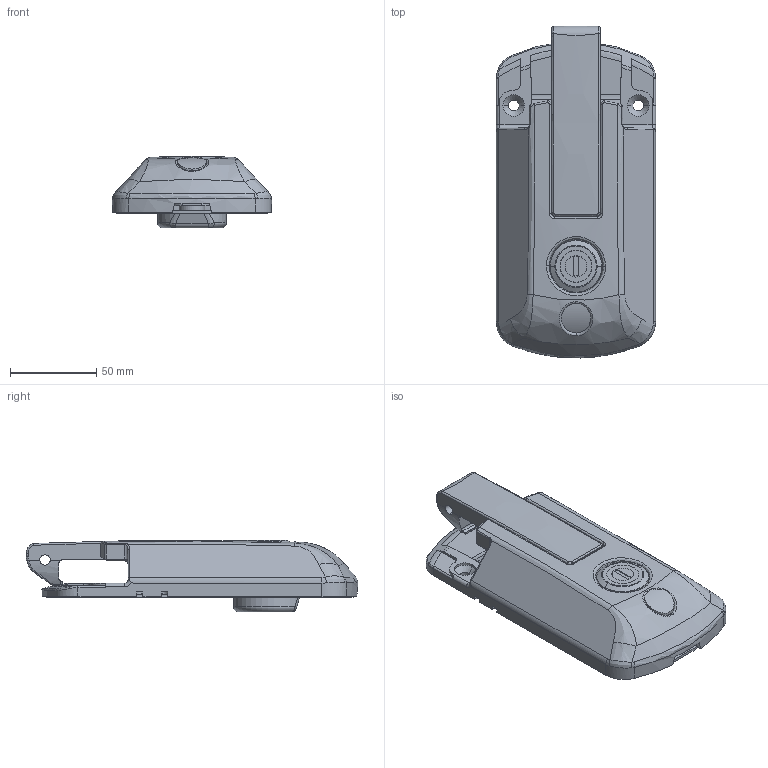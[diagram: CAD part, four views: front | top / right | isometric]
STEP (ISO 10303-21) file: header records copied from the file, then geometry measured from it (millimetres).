
FILE_DESCRIPTION (( 'STEP AP203' ), '1' );
FILE_NAME ('FA-822-C-X-1.STEP', '2020-04-13T01:44:33', ( '' ), ( '' ), 'SwSTEP 2.0', 'SolidWorks 2018', '' );
FILE_SCHEMA (( 'CONFIG_CONTROL_DESIGN' ));
Length unit declared in the file: millimetre
Products named in the file (7): FA-822-C-X-1_カギ付本体_; FA-822-C-X-1_カギ付きパッキン_; FA-822-C-X-1_メクラキャップ_; FA-822-C-X-1_カマ_; FA-822-C-X-1; FA-822-C-X-1_フックシャフト_; FA-822-C-X-1_シリンダー_
Assembly tree (6 placements, depth 2):
  FA-822-C-X-1
    FA-822-C-X-1_カギ付本体_
    FA-822-C-X-1_カマ_
    FA-822-C-X-1_フックシャフト_
    FA-822-C-X-1_シリンダー_
    FA-822-C-X-1_カギ付きパッキン_
    FA-822-C-X-1_メクラキャップ_
Bounding box: 92 x 191.94 x 41.42 mm (x, y, z)
Volume: 177284.3 mm3; surface area: 98047 mm2
Topology: 6 solids, 6 shells, 495 faces, 1311 edges, 838 vertices
Faces by surface type: plane 172, cylinder 164, bspline 91, torus 49, cone 14, sphere 5
Entity records: 21861 total; most frequent: CARTESIAN_POINT 9487, ORIENTED_EDGE 2622, DIRECTION 2251, EDGE_CURVE 1311, AXIS2_PLACEMENT_3D 854, VERTEX_POINT 838, VECTOR 543, LINE 543
